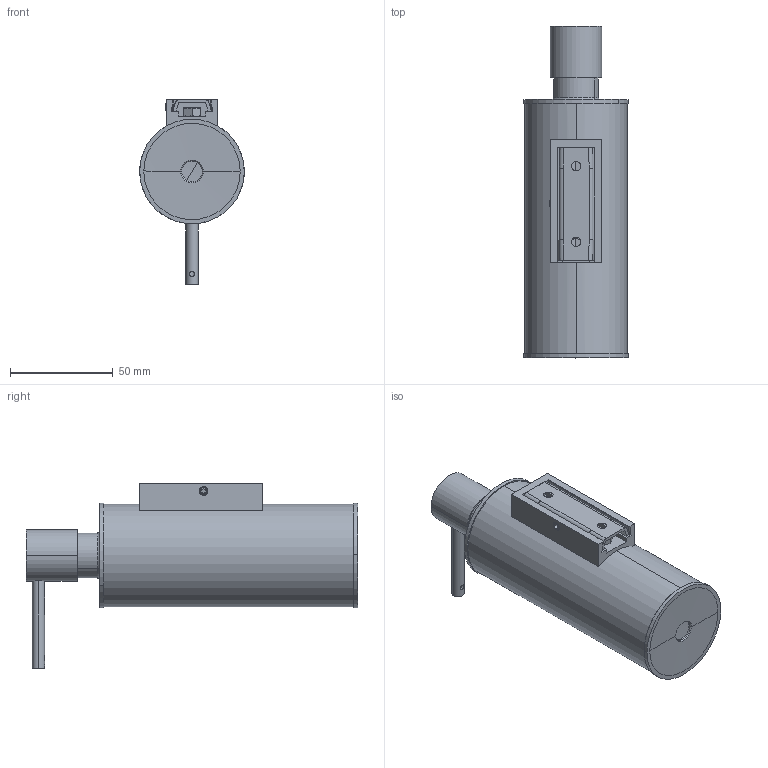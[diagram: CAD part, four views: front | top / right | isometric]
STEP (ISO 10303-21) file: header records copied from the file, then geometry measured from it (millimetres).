
FILE_DESCRIPTION (( 'STEP AP214' ), '1' );
FILE_NAME ('71169-00-00.STEP', '2019-10-15T07:46:37', ( '' ), ( '' ), 'SwSTEP 2.0', 'SolidWorks 2011', '' );
FILE_SCHEMA (( 'AUTOMOTIVE_DESIGN' ));
Length unit declared in the file: millimetre
Products named in the file (1): 71169-00-00
Bounding box: 51 x 161.83 x 90 mm (x, y, z)
Surface area: 36766.3 mm2 (no closed solid volume)
Topology: 0 solids, 11 shells, 91 faces, 398 edges, 315 vertices
Faces by surface type: plane 41, cylinder 24, cone 18, sphere 4, torus 4
Entity records: 5635 total; most frequent: CARTESIAN_POINT 1501, DIRECTION 607, ORIENTED_EDGE 557, EDGE_CURVE 396, VERTEX_POINT 315, LINE 223, VECTOR 223, AXIS2_PLACEMENT_3D 192
